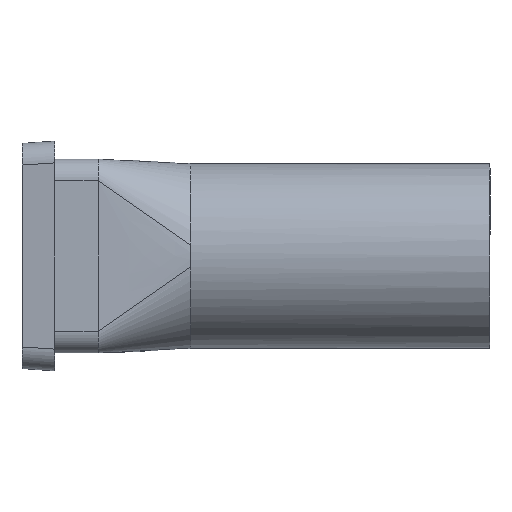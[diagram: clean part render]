
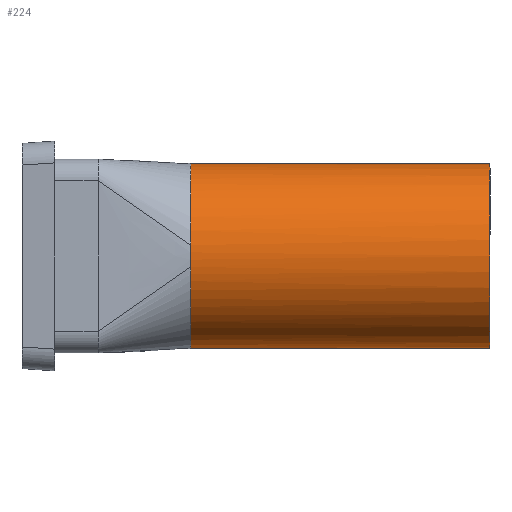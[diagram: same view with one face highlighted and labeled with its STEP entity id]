
A CAD part, left-side view. The second image highlights one B-rep face of the part: STEP entity #224.
In plain terms, the highlighted cylindrical face has radius 2.159 mm (diameter 4.318 mm), a partial arc.
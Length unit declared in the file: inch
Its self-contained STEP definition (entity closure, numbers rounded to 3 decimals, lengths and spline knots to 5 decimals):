
#44 = CARTESIAN_POINT ( 'NONE',  ( -0.08064, 0.27497, 0.02851 ) ) ;
#69 = VERTEX_POINT ( 'NONE', #1938 ) ;
#71 = EDGE_CURVE ( 'NONE', #69, #836, #796, .T. ) ;
#107 = CARTESIAN_POINT ( 'NONE',  ( 0., 0.275, 0.085 ) ) ;
#119 = DIRECTION ( 'NONE',  ( 0., 1., 0. ) ) ;
#162 = ORIENTED_EDGE ( 'NONE', *, *, #71, .T. ) ;
#173 = CARTESIAN_POINT ( 'NONE',  ( -0.08441, 0.275, -0.01 ) ) ;
#224 = ADVANCED_FACE ( 'NONE', ( #1943 ), #1243, .T. ) ;
#258 = DIRECTION ( 'NONE',  ( 0., 1., 0. ) ) ;
#292 = CARTESIAN_POINT ( 'NONE',  ( -0.04567, 0.275, -0.07232 ) ) ;
#293 = B_SPLINE_CURVE_WITH_KNOTS ( 'NONE', 3,
 ( #2192, #2414, #44, #1108, #1762, #1984, #1135, #1314, #2621, #1340 ),
 .UNSPECIFIED., .F., .F.,
 ( 4, 2, 2, 2, 4 ),
 ( 0., 0.00072, 0.00143, 0.00215, 0.00287 ),
 .UNSPECIFIED. ) ;
#321 = AXIS2_PLACEMENT_3D ( 'NONE', #1720, #258, #2391 ) ;
#399 = DIRECTION ( 'NONE',  ( 0., -1., 0. ) ) ;
#447 = AXIS2_PLACEMENT_3D ( 'NONE', #1172, #530, #735 ) ;
#496 = VERTEX_POINT ( 'NONE', #2036 ) ;
#500 = ORIENTED_EDGE ( 'NONE', *, *, #1023, .T. ) ;
#501 = CARTESIAN_POINT ( 'NONE',  ( -0.08329, 0.275, -0.01948 ) ) ;
#527 = VERTEX_POINT ( 'NONE', #1852 ) ;
#530 = DIRECTION ( 'NONE',  ( 0., 1., 0. ) ) ;
#646 = AXIS2_PLACEMENT_3D ( 'NONE', #791, #399, #1242 ) ;
#679 = CARTESIAN_POINT ( 'NONE',  ( -0.06683, 0.27502, -0.05338 ) ) ;
#693 = CIRCLE ( 'NONE', #2141, 0.085 ) ;
#735 = DIRECTION ( 'NONE',  ( 0., 0., -1. ) ) ;
#791 = CARTESIAN_POINT ( 'NONE',  ( 0., 0.275, 0. ) ) ;
#795 = CARTESIAN_POINT ( 'NONE',  ( 0., 0.275, 0. ) ) ;
#796 = CIRCLE ( 'NONE', #321, 0.085 ) ;
#836 = VERTEX_POINT ( 'NONE', #2333 ) ;
#901 = EDGE_LOOP ( 'NONE', ( #1913, #951, #917, #2102, #1438, #2198, #500, #162 ) ) ;
#917 = ORIENTED_EDGE ( 'NONE', *, *, #1546, .F. ) ;
#938 = VERTEX_POINT ( 'NONE', #2059 ) ;
#951 = ORIENTED_EDGE ( 'NONE', *, *, #1939, .F. ) ;
#953 = AXIS2_PLACEMENT_3D ( 'NONE', #2040, #119, #1003 ) ;
#1003 = DIRECTION ( 'NONE',  ( 0., 0., -1. ) ) ;
#1023 = EDGE_CURVE ( 'NONE', #527, #69, #1670, .T. ) ;
#1063 = EDGE_CURVE ( 'NONE', #527, #1959, #2007, .T. ) ;
#1108 = CARTESIAN_POINT ( 'NONE',  ( -0.07232, 0.275, 0.04567 ) ) ;
#1135 = CARTESIAN_POINT ( 'NONE',  ( -0.04569, 0.275, 0.07231 ) ) ;
#1149 = EDGE_CURVE ( 'NONE', #2461, #938, #2769, .T. ) ;
#1172 = CARTESIAN_POINT ( 'NONE',  ( 0., 0.275, 0. ) ) ;
#1242 = DIRECTION ( 'NONE',  ( 0., 0., -1. ) ) ;
#1243 = CYLINDRICAL_SURFACE ( 'NONE', #646, 0.085 ) ;
#1314 = CARTESIAN_POINT ( 'NONE',  ( -0.02855, 0.27497, 0.08063 ) ) ;
#1315 = CARTESIAN_POINT ( 'NONE',  ( -0.07231, 0.275, -0.04569 ) ) ;
#1340 = CARTESIAN_POINT ( 'NONE',  ( -0.01, 0.275, 0.08442 ) ) ;
#1434 = DIRECTION ( 'NONE',  ( 0., 0., -1. ) ) ;
#1438 = ORIENTED_EDGE ( 'NONE', *, *, #2649, .F. ) ;
#1517 = VECTOR ( 'NONE', #2679, 39.37008 ) ;
#1546 = EDGE_CURVE ( 'NONE', #938, #496, #293, .T. ) ;
#1670 = LINE ( 'NONE', #2357, #1804 ) ;
#1711 = CARTESIAN_POINT ( 'NONE',  ( -0.01, 0.275, -0.08442 ) ) ;
#1720 = CARTESIAN_POINT ( 'NONE',  ( 0., 0., 0. ) ) ;
#1762 = CARTESIAN_POINT ( 'NONE',  ( -0.06686, 0.27502, 0.05335 ) ) ;
#1767 = CARTESIAN_POINT ( 'NONE',  ( -0.01948, 0.275, -0.08329 ) ) ;
#1804 = VECTOR ( 'NONE', #2764, 39.37008 ) ;
#1852 = CARTESIAN_POINT ( 'NONE',  ( 0., 0.275, -0.085 ) ) ;
#1862 = CARTESIAN_POINT ( 'NONE',  ( -0.01, 0.275, -0.08442 ) ) ;
#1913 = ORIENTED_EDGE ( 'NONE', *, *, #2325, .F. ) ;
#1933 = LINE ( 'NONE', #2469, #1517 ) ;
#1938 = CARTESIAN_POINT ( 'NONE',  ( 0., 0., -0.085 ) ) ;
#1939 = EDGE_CURVE ( 'NONE', #496, #2083, #693, .T. ) ;
#1943 = FACE_OUTER_BOUND ( 'NONE', #901, .T. ) ;
#1959 = VERTEX_POINT ( 'NONE', #1862 ) ;
#1984 = CARTESIAN_POINT ( 'NONE',  ( -0.05338, 0.27502, 0.06683 ) ) ;
#2007 = CIRCLE ( 'NONE', #953, 0.085 ) ;
#2036 = CARTESIAN_POINT ( 'NONE',  ( -0.01, 0.275, 0.08442 ) ) ;
#2040 = CARTESIAN_POINT ( 'NONE',  ( 0., 0.275, 0. ) ) ;
#2059 = CARTESIAN_POINT ( 'NONE',  ( -0.08442, 0.275, 0.01 ) ) ;
#2083 = VERTEX_POINT ( 'NONE', #107 ) ;
#2102 = ORIENTED_EDGE ( 'NONE', *, *, #1149, .F. ) ;
#2141 = AXIS2_PLACEMENT_3D ( 'NONE', #795, #2305, #1434 ) ;
#2192 = CARTESIAN_POINT ( 'NONE',  ( -0.08442, 0.275, 0.01 ) ) ;
#2198 = ORIENTED_EDGE ( 'NONE', *, *, #1063, .F. ) ;
#2213 = CARTESIAN_POINT ( 'NONE',  ( -0.08063, 0.27497, -0.02855 ) ) ;
#2305 = DIRECTION ( 'NONE',  ( 0., 1., 0. ) ) ;
#2325 = EDGE_CURVE ( 'NONE', #2083, #836, #1933, .T. ) ;
#2333 = CARTESIAN_POINT ( 'NONE',  ( 0., 0., 0.085 ) ) ;
#2357 = CARTESIAN_POINT ( 'NONE',  ( 0., 0.275, -0.085 ) ) ;
#2386 = CARTESIAN_POINT ( 'NONE',  ( -0.05335, 0.27502, -0.06686 ) ) ;
#2391 = DIRECTION ( 'NONE',  ( 0., 0., 1. ) ) ;
#2396 = B_SPLINE_CURVE_WITH_KNOTS ( 'NONE', 3,
 ( #1711, #1767, #2417, #292, #2386, #679, #1315, #2213, #501, #2637 ),
 .UNSPECIFIED., .F., .F.,
 ( 4, 2, 2, 2, 4 ),
 ( 0., 0.00072, 0.00143, 0.00215, 0.00287 ),
 .UNSPECIFIED. ) ;
#2414 = CARTESIAN_POINT ( 'NONE',  ( -0.08329, 0.275, 0.01948 ) ) ;
#2417 = CARTESIAN_POINT ( 'NONE',  ( -0.02851, 0.27497, -0.08064 ) ) ;
#2461 = VERTEX_POINT ( 'NONE', #173 ) ;
#2469 = CARTESIAN_POINT ( 'NONE',  ( 0., 0.275, 0.085 ) ) ;
#2621 = CARTESIAN_POINT ( 'NONE',  ( -0.01948, 0.275, 0.08329 ) ) ;
#2637 = CARTESIAN_POINT ( 'NONE',  ( -0.08441, 0.275, -0.01 ) ) ;
#2649 = EDGE_CURVE ( 'NONE', #1959, #2461, #2396, .T. ) ;
#2679 = DIRECTION ( 'NONE',  ( 0., -1., 0. ) ) ;
#2764 = DIRECTION ( 'NONE',  ( 0., -1., 0. ) ) ;
#2769 = CIRCLE ( 'NONE', #447, 0.085 ) ;
